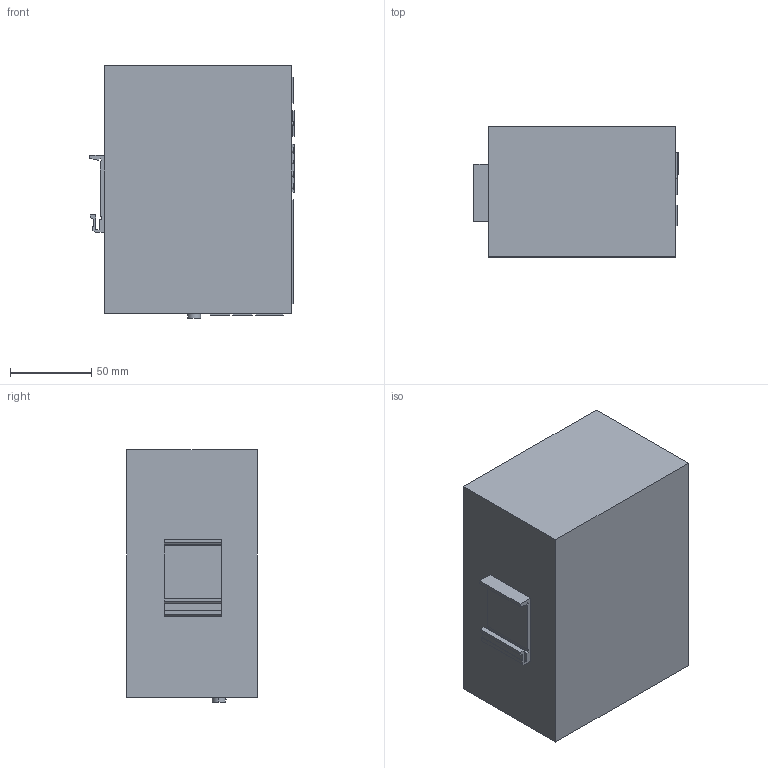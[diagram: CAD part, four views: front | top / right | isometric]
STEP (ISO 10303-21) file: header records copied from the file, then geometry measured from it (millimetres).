
FILE_DESCRIPTION (( 'STEP AP203' ), '1' );
FILE_NAME ('MES3508.STEP', '2022-09-22T09:46:08', ( '' ), ( '' ), 'SwSTEP 2.0', 'SolidWorks 2021', '' );
FILE_SCHEMA (( 'CONFIG_CONTROL_DESIGN' ));
Length unit declared in the file: millimetre
Products named in the file (1): MES3508
Bounding box: 125.5 x 80 x 155 mm (x, y, z)
Volume: 1405395.3 mm3; surface area: 81479.8 mm2
Topology: 2 solids, 2 shells, 304 faces, 804 edges, 536 vertices
Faces by surface type: plane 277, cylinder 27
Entity records: 9341 total; most frequent: CARTESIAN_POINT 1645, ORIENTED_EDGE 1608, DIRECTION 1468, EDGE_CURVE 804, LINE 750, VECTOR 750, VERTEX_POINT 536, AXIS2_PLACEMENT_3D 359
